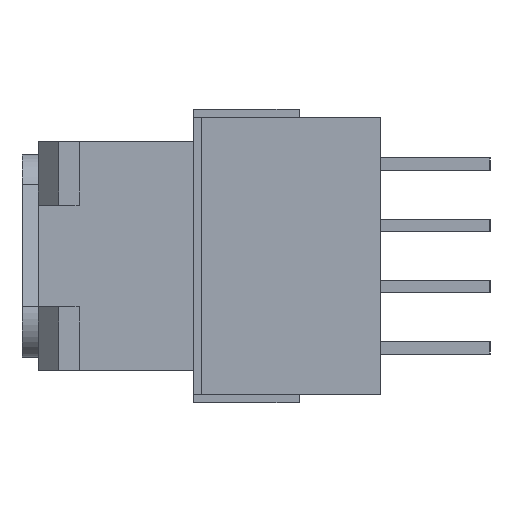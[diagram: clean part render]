
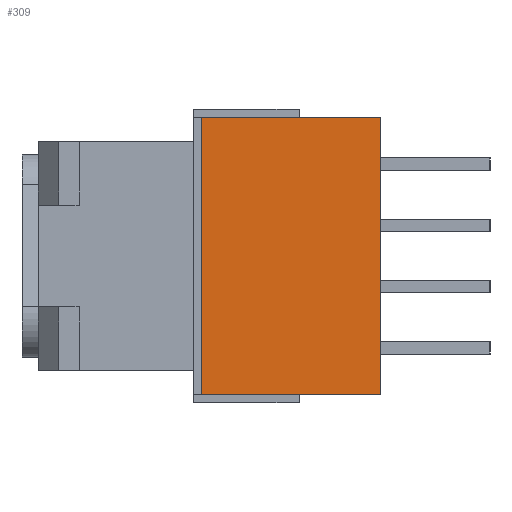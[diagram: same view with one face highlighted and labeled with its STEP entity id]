
A CAD part, left-side view. The second image highlights one B-rep face of the part: STEP entity #309.
In plain terms, the highlighted planar face has unit normal (-1, 0, 0).
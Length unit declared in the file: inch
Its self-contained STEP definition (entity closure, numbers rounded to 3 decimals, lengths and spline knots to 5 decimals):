
#309=ADVANCED_FACE('',(#667),#483,.T.);
#483=PLANE('',#3500);
#667=FACE_OUTER_BOUND('',#871,.T.);
#871=EDGE_LOOP('',(#1905,#1906,#1907,#1908));
#1905=ORIENTED_EDGE('',*,*,#2792,.T.);
#1906=ORIENTED_EDGE('',*,*,#2778,.T.);
#1907=ORIENTED_EDGE('',*,*,#2781,.T.);
#1908=ORIENTED_EDGE('',*,*,#2794,.F.);
#2262=VERTEX_POINT('',#6412);
#2264=VERTEX_POINT('',#6430);
#2266=VERTEX_POINT('',#6445);
#2272=VERTEX_POINT('',#6505);
#2778=EDGE_CURVE('',#2262,#2264,#3300,.T.);
#2781=EDGE_CURVE('',#2264,#2266,#3303,.T.);
#2792=EDGE_CURVE('',#2272,#2262,#3314,.T.);
#2794=EDGE_CURVE('',#2272,#2266,#3316,.T.);
#3300=B_SPLINE_CURVE_WITH_KNOTS('',3,(#6431,#6432,#6433,#6434),.UNSPECIFIED.,
.F.,.F.,(4,4),(0.,1.),.UNSPECIFIED.);
#3303=B_SPLINE_CURVE_WITH_KNOTS('',3,(#6446,#6447,#6448,#6449),.UNSPECIFIED.,
.F.,.F.,(4,4),(0.,1.),.UNSPECIFIED.);
#3314=B_SPLINE_CURVE_WITH_KNOTS('',3,(#6501,#6502,#6503,#6504),.UNSPECIFIED.,
.F.,.F.,(4,4),(0.,1.),.UNSPECIFIED.);
#3316=B_SPLINE_CURVE_WITH_KNOTS('',3,(#6511,#6512,#6513,#6514),.UNSPECIFIED.,
.F.,.F.,(4,4),(0.,1.),.UNSPECIFIED.);
#3500=AXIS2_PLACEMENT_3D('',#6515,#3868,#3869);
#3868=DIRECTION('',(-1.,0.,0.));
#3869=DIRECTION('',(0.,0.,1.));
#6412=CARTESIAN_POINT('',(-1.655,0.22,-0.17));
#6430=CARTESIAN_POINT('',(-1.655,0.,-0.17));
#6431=CARTESIAN_POINT('',(-1.655,0.22,-0.17));
#6432=CARTESIAN_POINT('',(-1.655,0.14667,-0.17));
#6433=CARTESIAN_POINT('',(-1.655,0.07333,-0.17));
#6434=CARTESIAN_POINT('',(-1.655,0.,-0.17));
#6445=CARTESIAN_POINT('',(-1.655,0.,0.17));
#6446=CARTESIAN_POINT('',(-1.655,0.,-0.17));
#6447=CARTESIAN_POINT('',(-1.655,0.,-0.05667));
#6448=CARTESIAN_POINT('',(-1.655,0.,0.05667));
#6449=CARTESIAN_POINT('',(-1.655,0.,0.17));
#6501=CARTESIAN_POINT('',(-1.655,0.22,0.17));
#6502=CARTESIAN_POINT('',(-1.655,0.22,0.05667));
#6503=CARTESIAN_POINT('',(-1.655,0.22,-0.05667));
#6504=CARTESIAN_POINT('',(-1.655,0.22,-0.17));
#6505=CARTESIAN_POINT('',(-1.655,0.22,0.17));
#6511=CARTESIAN_POINT('',(-1.655,0.22,0.17));
#6512=CARTESIAN_POINT('',(-1.655,0.14667,0.17));
#6513=CARTESIAN_POINT('',(-1.655,0.07333,0.17));
#6514=CARTESIAN_POINT('',(-1.655,0.,0.17));
#6515=CARTESIAN_POINT('',(-1.655,0.33,-0.34));
